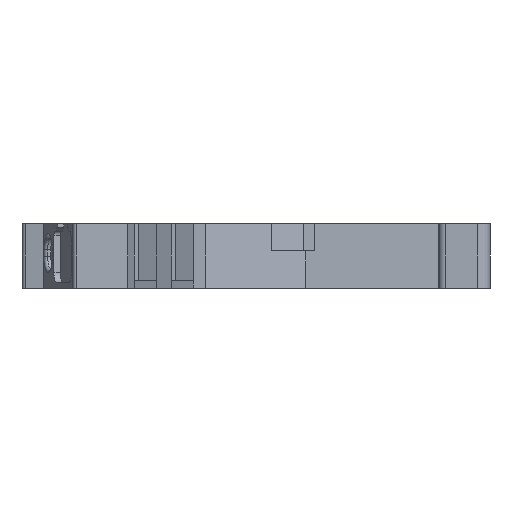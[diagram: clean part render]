
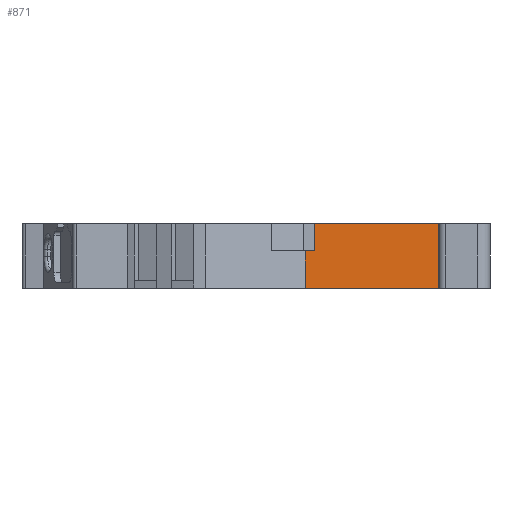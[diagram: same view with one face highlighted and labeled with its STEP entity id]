
A CAD part, left-side view. The second image highlights one B-rep face of the part: STEP entity #871.
In plain terms, the highlighted planar face has unit normal (-0.999, -0.035, 0).
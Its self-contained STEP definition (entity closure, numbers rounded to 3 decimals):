
#626 = VERTEX_POINT ( 'NONE', #4480 ) ;
#732 = DIRECTION ( 'NONE',  ( 0.035, -0.999, 0. ) ) ;
#871 = ADVANCED_FACE ( 'NONE', ( #5320 ), #6595, .T. ) ;
#977 = ORIENTED_EDGE ( 'NONE', *, *, #4339, .F. ) ;
#1161 = CARTESIAN_POINT ( 'NONE',  ( -11.165, -18.8, 0.1 ) ) ;
#1517 = CARTESIAN_POINT ( 'NONE',  ( -11.597, -6.438, -2.025 ) ) ;
#1642 = ORIENTED_EDGE ( 'NONE', *, *, #5103, .T. ) ;
#1770 = EDGE_CURVE ( 'NONE', #626, #2542, #3994, .T. ) ;
#1819 = CARTESIAN_POINT ( 'NONE',  ( -11.165, -18.8, -4.95 ) ) ;
#1944 = ORIENTED_EDGE ( 'NONE', *, *, #2126, .T. ) ;
#1968 = VECTOR ( 'NONE', #8646, 1000. ) ;
#2054 = EDGE_CURVE ( 'NONE', #6187, #2542, #7721, .T. ) ;
#2126 = EDGE_CURVE ( 'NONE', #5532, #6187, #4602, .T. ) ;
#2158 = LINE ( 'NONE', #7357, #4053 ) ;
#2160 = DIRECTION ( 'NONE',  ( 0.035, -0.999, 0. ) ) ;
#2542 = VERTEX_POINT ( 'NONE', #2985 ) ;
#2546 = CARTESIAN_POINT ( 'NONE',  ( -11.165, -18.8, -4.95 ) ) ;
#2985 = CARTESIAN_POINT ( 'NONE',  ( -11.259, -16.111, 0.1 ) ) ;
#3261 = VECTOR ( 'NONE', #4544, 1000. ) ;
#3334 = DIRECTION ( 'NONE',  ( 0.035, -0.999, 0. ) ) ;
#3429 = ORIENTED_EDGE ( 'NONE', *, *, #2054, .T. ) ;
#3462 = ORIENTED_EDGE ( 'NONE', *, *, #6823, .F. ) ;
#3561 = VECTOR ( 'NONE', #3989, 1000. ) ;
#3652 = CARTESIAN_POINT ( 'NONE',  ( -11.259, -16.111, -0.9 ) ) ;
#3710 = VECTOR ( 'NONE', #2160, 1000. ) ;
#3749 = CARTESIAN_POINT ( 'NONE',  ( -11.165, -18.8, -4.95 ) ) ;
#3989 = DIRECTION ( 'NONE',  ( 0., 0., 1. ) ) ;
#3994 = LINE ( 'NONE', #1161, #8966 ) ;
#4053 = VECTOR ( 'NONE', #4687, 1000. ) ;
#4339 = EDGE_CURVE ( 'NONE', #5634, #9313, #5070, .T. ) ;
#4469 = CARTESIAN_POINT ( 'NONE',  ( -11.622, -5.708, -2.025 ) ) ;
#4480 = CARTESIAN_POINT ( 'NONE',  ( -11.597, -6.438, 0.1 ) ) ;
#4544 = DIRECTION ( 'NONE',  ( -0.035, 0.999, 0. ) ) ;
#4602 = LINE ( 'NONE', #8468, #3261 ) ;
#4687 = DIRECTION ( 'NONE',  ( 0., 0., 1. ) ) ;
#4941 = VECTOR ( 'NONE', #8734, 1000. ) ;
#5046 = DIRECTION ( 'NONE',  ( -0.999, -0.035, 0. ) ) ;
#5070 = LINE ( 'NONE', #4469, #9215 ) ;
#5103 = EDGE_CURVE ( 'NONE', #5295, #5532, #5455, .T. ) ;
#5295 = VERTEX_POINT ( 'NONE', #7069 ) ;
#5320 = FACE_OUTER_BOUND ( 'NONE', #8615, .T. ) ;
#5455 = LINE ( 'NONE', #3749, #3561 ) ;
#5532 = VERTEX_POINT ( 'NONE', #7729 ) ;
#5634 = VERTEX_POINT ( 'NONE', #7972 ) ;
#5992 = LINE ( 'NONE', #8442, #1968 ) ;
#6187 = VERTEX_POINT ( 'NONE', #3652 ) ;
#6226 = VERTEX_POINT ( 'NONE', #7575 ) ;
#6568 = AXIS2_PLACEMENT_3D ( 'NONE', #1819, #5046, #3334 ) ;
#6595 = PLANE ( 'NONE',  #6568 ) ;
#6823 = EDGE_CURVE ( 'NONE', #6226, #5634, #2158, .T. ) ;
#6878 = DIRECTION ( 'NONE',  ( 0.035, -0.999, 0. ) ) ;
#7069 = CARTESIAN_POINT ( 'NONE',  ( -11.165, -18.8, -4.95 ) ) ;
#7357 = CARTESIAN_POINT ( 'NONE',  ( -11.622, -5.708, -4.95 ) ) ;
#7575 = CARTESIAN_POINT ( 'NONE',  ( -11.622, -5.708, -4.95 ) ) ;
#7699 = EDGE_CURVE ( 'NONE', #9313, #626, #5992, .T. ) ;
#7721 = LINE ( 'NONE', #8951, #4941 ) ;
#7729 = CARTESIAN_POINT ( 'NONE',  ( -11.165, -18.8, -0.9 ) ) ;
#7972 = CARTESIAN_POINT ( 'NONE',  ( -11.622, -5.708, -2.025 ) ) ;
#8300 = ORIENTED_EDGE ( 'NONE', *, *, #8311, .T. ) ;
#8311 = EDGE_CURVE ( 'NONE', #6226, #5295, #9219, .T. ) ;
#8442 = CARTESIAN_POINT ( 'NONE',  ( -11.597, -6.438, -6.255 ) ) ;
#8468 = CARTESIAN_POINT ( 'NONE',  ( -11.165, -18.8, -0.9 ) ) ;
#8615 = EDGE_LOOP ( 'NONE', ( #977, #3462, #8300, #1642, #1944, #3429, #9130, #9233 ) ) ;
#8646 = DIRECTION ( 'NONE',  ( 0., 0., 1. ) ) ;
#8734 = DIRECTION ( 'NONE',  ( 0., 0., 1. ) ) ;
#8951 = CARTESIAN_POINT ( 'NONE',  ( -11.259, -16.111, -0.9 ) ) ;
#8966 = VECTOR ( 'NONE', #732, 1000. ) ;
#9130 = ORIENTED_EDGE ( 'NONE', *, *, #1770, .F. ) ;
#9215 = VECTOR ( 'NONE', #6878, 1000. ) ;
#9219 = LINE ( 'NONE', #2546, #3710 ) ;
#9233 = ORIENTED_EDGE ( 'NONE', *, *, #7699, .F. ) ;
#9313 = VERTEX_POINT ( 'NONE', #1517 ) ;
